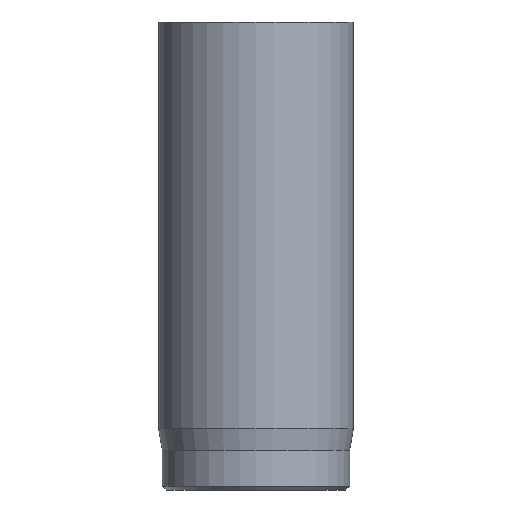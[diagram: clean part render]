
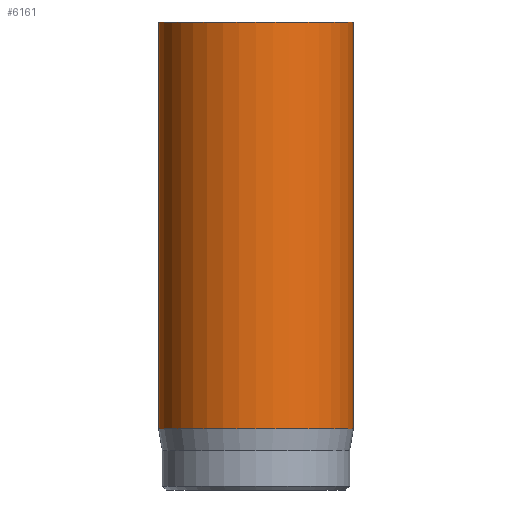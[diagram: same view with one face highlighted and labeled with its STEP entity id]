
A CAD part, front view. The second image highlights one B-rep face of the part: STEP entity #6161.
In plain terms, the highlighted cylindrical face has radius 2.5 mm (diameter 5 mm), a full revolution.
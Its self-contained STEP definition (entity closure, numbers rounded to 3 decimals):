
#31=CYLINDRICAL_SURFACE('',#6397,2.5);
#45=CIRCLE('',#6371,2.5);
#56=CIRCLE('',#6395,2.5);
#57=CIRCLE('',#6396,2.5);
#493=FACE_OUTER_BOUND('',#854,.T.);
#854=EDGE_LOOP('',(#5369,#5370,#5371,#5372,#5373));
#1314=LINE('',#11251,#1795);
#1795=VECTOR('',#7072,2.5);
#2796=VERTEX_POINT('',#11203);
#2808=VERTEX_POINT('',#11245);
#2809=VERTEX_POINT('',#11246);
#3661=EDGE_CURVE('',#2796,#2796,#45,.T.);
#3678=EDGE_CURVE('',#2808,#2809,#56,.T.);
#3679=EDGE_CURVE('',#2809,#2808,#57,.T.);
#3681=EDGE_CURVE('',#2796,#2808,#1314,.T.);
#5369=ORIENTED_EDGE('',*,*,#3661,.T.);
#5370=ORIENTED_EDGE('',*,*,#3681,.T.);
#5371=ORIENTED_EDGE('',*,*,#3678,.T.);
#5372=ORIENTED_EDGE('',*,*,#3679,.T.);
#5373=ORIENTED_EDGE('',*,*,#3681,.F.);
#6161=ADVANCED_FACE('',(#493),#31,.T.);
#6371=AXIS2_PLACEMENT_3D('',#11204,#7011,#7012);
#6395=AXIS2_PLACEMENT_3D('',#11247,#7065,#7066);
#6396=AXIS2_PLACEMENT_3D('',#11248,#7067,#7068);
#6397=AXIS2_PLACEMENT_3D('',#11250,#7070,#7071);
#7011=DIRECTION('center_axis',(0.,0.,-1.));
#7012=DIRECTION('ref_axis',(-1.,0.,0.));
#7065=DIRECTION('center_axis',(0.,0.,1.));
#7066=DIRECTION('ref_axis',(-1.,0.,0.));
#7067=DIRECTION('center_axis',(0.,0.,1.));
#7068=DIRECTION('ref_axis',(-1.,0.,0.));
#7070=DIRECTION('center_axis',(0.,0.,1.));
#7071=DIRECTION('ref_axis',(-1.,0.,0.));
#7072=DIRECTION('',(0.,0.,-1.));
#11203=CARTESIAN_POINT('',(2.5,0.,12.));
#11204=CARTESIAN_POINT('Origin',(0.,0.,12.));
#11245=CARTESIAN_POINT('',(2.5,0.,1.567));
#11246=CARTESIAN_POINT('',(-2.5,0.,1.567));
#11247=CARTESIAN_POINT('Origin',(0.,0.,1.567));
#11248=CARTESIAN_POINT('Origin',(0.,0.,1.567));
#11250=CARTESIAN_POINT('Origin',(0.,0.,0.));
#11251=CARTESIAN_POINT('',(2.5,0.,0.));
